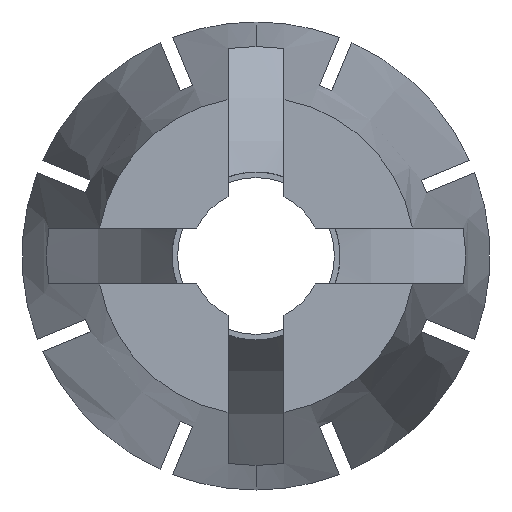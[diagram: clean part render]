
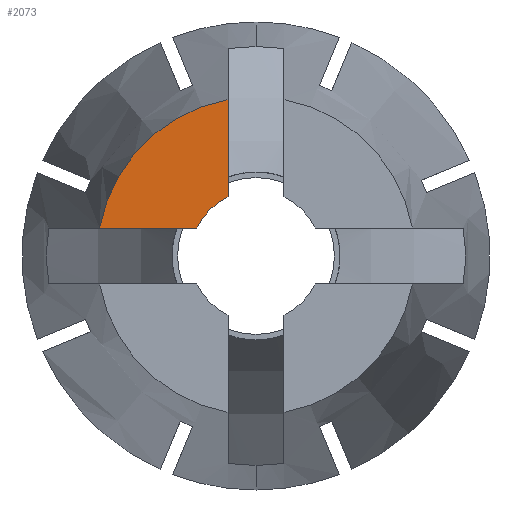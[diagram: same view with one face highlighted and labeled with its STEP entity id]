
A CAD part, left-side view. The second image highlights one B-rep face of the part: STEP entity #2073.
In plain terms, the highlighted planar face has unit normal (-1, 0, 0).
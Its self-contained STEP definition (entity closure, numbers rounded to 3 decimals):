
#99 = VERTEX_POINT ( 'NONE', #2286 ) ;
#131 = AXIS2_PLACEMENT_3D ( 'NONE', #3079, #1193, #3385 ) ;
#152 = ORIENTED_EDGE ( 'NONE', *, *, #3754, .T. ) ;
#204 = ORIENTED_EDGE ( 'NONE', *, *, #4041, .T. ) ;
#269 = AXIS2_PLACEMENT_3D ( 'NONE', #3231, #1366, #3554 ) ;
#342 = LINE ( 'NONE', #1597, #2758 ) ;
#356 = DIRECTION ( 'NONE',  ( -1., 0., 0. ) ) ;
#675 = DIRECTION ( 'NONE',  ( 0., 0., 1. ) ) ;
#700 = VERTEX_POINT ( 'NONE', #808 ) ;
#758 = FACE_OUTER_BOUND ( 'NONE', #1240, .T. ) ;
#808 = CARTESIAN_POINT ( 'NONE',  ( -31.5, 6.98, 1.25 ) ) ;
#855 = PLANE ( 'NONE',  #2887 ) ;
#1111 = CARTESIAN_POINT ( 'NONE',  ( -31.5, -7.091, 1.25 ) ) ;
#1193 = DIRECTION ( 'NONE',  ( 1., 0., 0. ) ) ;
#1240 = EDGE_LOOP ( 'NONE', ( #204, #152, #1390, #2009 ) ) ;
#1366 = DIRECTION ( 'NONE',  ( 1., 0., 0. ) ) ;
#1390 = ORIENTED_EDGE ( 'NONE', *, *, #2518, .F. ) ;
#1597 = CARTESIAN_POINT ( 'NONE',  ( -31.5, 1.25, 0. ) ) ;
#1808 = VECTOR ( 'NONE', #2682, 1000. ) ;
#1909 = CARTESIAN_POINT ( 'NONE',  ( -31.5, -7.091, 0. ) ) ;
#2009 = ORIENTED_EDGE ( 'NONE', *, *, #2827, .F. ) ;
#2073 = ADVANCED_FACE ( 'NONE', ( #758 ), #855, .T. ) ;
#2286 = CARTESIAN_POINT ( 'NONE',  ( -31.5, 2.639, 1.25 ) ) ;
#2343 = VERTEX_POINT ( 'NONE', #3008 ) ;
#2518 = EDGE_CURVE ( 'NONE', #700, #2343, #3552, .T. ) ;
#2519 = CARTESIAN_POINT ( 'NONE',  ( -31.5, 1.25, 2.639 ) ) ;
#2528 = CIRCLE ( 'NONE', #269, 2.92 ) ;
#2540 = DIRECTION ( 'NONE',  ( 0., 0., 1. ) ) ;
#2650 = VERTEX_POINT ( 'NONE', #2519 ) ;
#2657 = LINE ( 'NONE', #1111, #1808 ) ;
#2682 = DIRECTION ( 'NONE',  ( 0., 1., 0. ) ) ;
#2758 = VECTOR ( 'NONE', #675, 1000. ) ;
#2827 = EDGE_CURVE ( 'NONE', #99, #700, #2657, .T. ) ;
#2887 = AXIS2_PLACEMENT_3D ( 'NONE', #1909, #356, #2540 ) ;
#3008 = CARTESIAN_POINT ( 'NONE',  ( -31.5, 1.25, 6.98 ) ) ;
#3079 = CARTESIAN_POINT ( 'NONE',  ( -31.5, 0., 0. ) ) ;
#3231 = CARTESIAN_POINT ( 'NONE',  ( -31.5, 0., 0. ) ) ;
#3385 = DIRECTION ( 'NONE',  ( 0., 0., -1. ) ) ;
#3552 = CIRCLE ( 'NONE', #131, 7.091 ) ;
#3554 = DIRECTION ( 'NONE',  ( 0., 0., -1. ) ) ;
#3754 = EDGE_CURVE ( 'NONE', #2650, #2343, #342, .T. ) ;
#4041 = EDGE_CURVE ( 'NONE', #99, #2650, #2528, .T. ) ;
